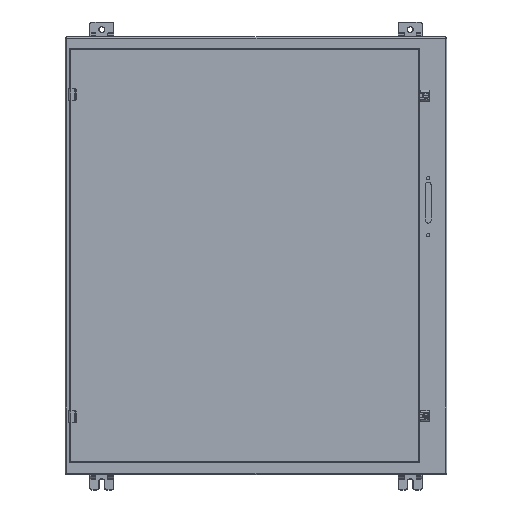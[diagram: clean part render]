
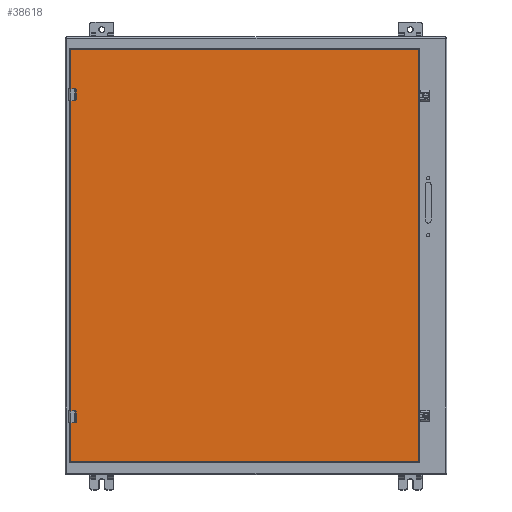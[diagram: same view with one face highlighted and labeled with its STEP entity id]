
A CAD part, top view. The second image highlights one B-rep face of the part: STEP entity #38618.
In plain terms, the highlighted planar face has unit normal (0, 0, 1).
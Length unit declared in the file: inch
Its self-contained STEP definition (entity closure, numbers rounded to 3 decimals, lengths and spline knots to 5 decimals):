
#648 = EDGE_LOOP ( 'NONE', ( #102096, #4300, #41319, #77812 ) ) ;
#4300 = ORIENTED_EDGE ( 'NONE', *, *, #21133, .T. ) ;
#9203 = FACE_OUTER_BOUND ( 'NONE', #648, .T. ) ;
#10448 = VECTOR ( 'NONE', #113381, 39.37008 ) ;
#11535 = CARTESIAN_POINT ( 'NONE',  ( -15.28376, 0., 7.068 ) ) ;
#12433 = EDGE_CURVE ( 'NONE', #138401, #22796, #94990, .T. ) ;
#20616 = CARTESIAN_POINT ( 'NONE',  ( 0., -16.95263, 7.068 ) ) ;
#21133 = EDGE_CURVE ( 'NONE', #129015, #125268, #21334, .T. ) ;
#21334 = LINE ( 'NONE', #20616, #10448 ) ;
#22796 = VERTEX_POINT ( 'NONE', #54531 ) ;
#30012 = DIRECTION ( 'NONE',  ( 1., 0., 0. ) ) ;
#38618 = ADVANCED_FACE ( 'NONE', ( #9203 ), #131724, .T. ) ;
#41319 = ORIENTED_EDGE ( 'NONE', *, *, #69485, .T. ) ;
#54531 = CARTESIAN_POINT ( 'NONE',  ( -15.28376, 16.95263, 7.068 ) ) ;
#58434 = DIRECTION ( 'NONE',  ( 0., 1., 0. ) ) ;
#63655 = VECTOR ( 'NONE', #94276, 39.37008 ) ;
#69485 = EDGE_CURVE ( 'NONE', #125268, #138401, #137918, .T. ) ;
#76023 = CARTESIAN_POINT ( 'NONE',  ( 0., 0., 7.068 ) ) ;
#77812 = ORIENTED_EDGE ( 'NONE', *, *, #12433, .T. ) ;
#83630 = CARTESIAN_POINT ( 'NONE',  ( 13.35876, 16.95263, 7.068 ) ) ;
#88512 = VECTOR ( 'NONE', #90964, 39.37008 ) ;
#89612 = AXIS2_PLACEMENT_3D ( 'NONE', #76023, #130984, #30012 ) ;
#90964 = DIRECTION ( 'NONE',  ( 0., -1., 0. ) ) ;
#94276 = DIRECTION ( 'NONE',  ( -1., 0., 0. ) ) ;
#94990 = LINE ( 'NONE', #141055, #63655 ) ;
#102096 = ORIENTED_EDGE ( 'NONE', *, *, #127688, .T. ) ;
#110665 = VECTOR ( 'NONE', #58434, 39.37008 ) ;
#113262 = LINE ( 'NONE', #11535, #88512 ) ;
#113381 = DIRECTION ( 'NONE',  ( 1., 0., 0. ) ) ;
#125268 = VERTEX_POINT ( 'NONE', #128360 ) ;
#127499 = CARTESIAN_POINT ( 'NONE',  ( 13.35876, 0., 7.068 ) ) ;
#127688 = EDGE_CURVE ( 'NONE', #22796, #129015, #113262, .T. ) ;
#128360 = CARTESIAN_POINT ( 'NONE',  ( 13.35876, -16.95263, 7.068 ) ) ;
#129015 = VERTEX_POINT ( 'NONE', #129346 ) ;
#129346 = CARTESIAN_POINT ( 'NONE',  ( -15.28376, -16.95263, 7.068 ) ) ;
#130984 = DIRECTION ( 'NONE',  ( 0., 0., 1. ) ) ;
#131724 = PLANE ( 'NONE',  #89612 ) ;
#137918 = LINE ( 'NONE', #127499, #110665 ) ;
#138401 = VERTEX_POINT ( 'NONE', #83630 ) ;
#141055 = CARTESIAN_POINT ( 'NONE',  ( 0., 16.95263, 7.068 ) ) ;
